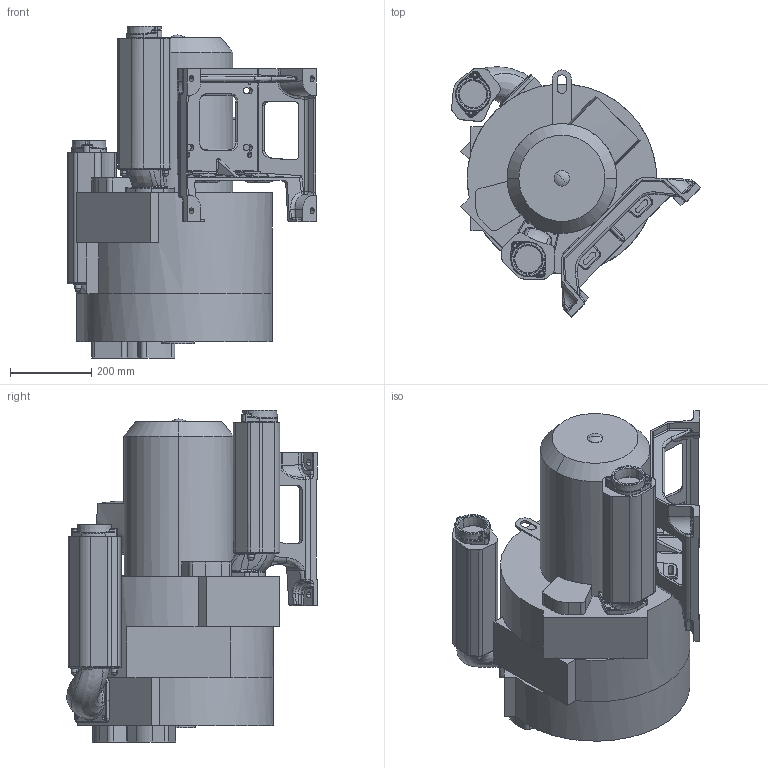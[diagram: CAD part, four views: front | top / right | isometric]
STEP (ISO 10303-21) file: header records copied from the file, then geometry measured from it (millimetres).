
FILE_DESCRIPTION((''),'2;1');
FILE_NAME('3RB350-3AAQ47','2025-05-12T',('Administrator'),(''),'PRO/ENGINEER BY PARAMETRIC TECHNOLOGY CORPORATION, 2007090','PRO/ENGINEER BY PARAMETRIC TECHNOLOGY CORPORATION, 2007090','');
FILE_SCHEMA(('AUTOMOTIVE_DESIGN_CC2 { 1 2 10303 214 -1 1 5 2 }'));
Products named in the file (1): 3RB350-3AAQ47
Bounding box: 612.33 x 616.74 x 817 mm (x, y, z)
Volume: 95812183.6 mm3; surface area: 2133149 mm2
Topology: 2 solids, 5 shells, 1088 faces, 2793 edges, 1749 vertices
Faces by surface type: cylinder 376, bspline 306, plane 273, torus 75, cone 48, sphere 6, extrusion 4
Entity records: 61937 total; most frequent: CARTESIAN_POINT 37605, ORIENTED_EDGE 5582, DIRECTION 4403, EDGE_CURVE 2791, VERTEX_POINT 1749, AXIS2_PLACEMENT_3D 1697, EDGE_LOOP 1168, FACE_OUTER_BOUND 1088
